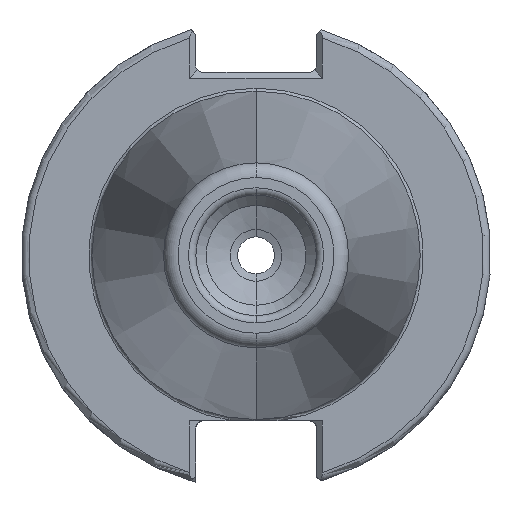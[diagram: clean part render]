
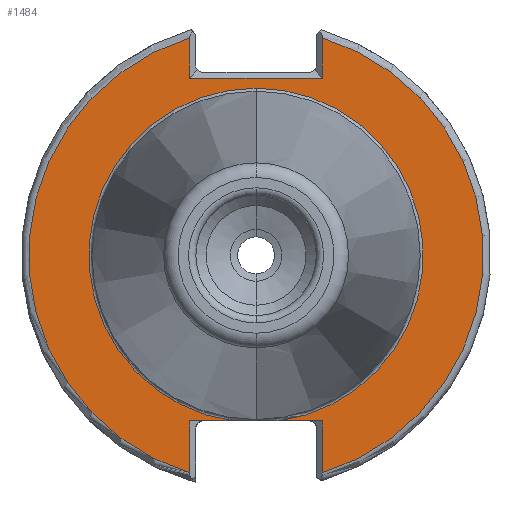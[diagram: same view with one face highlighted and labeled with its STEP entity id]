
A CAD part, left-side view. The second image highlights one B-rep face of the part: STEP entity #1484.
In plain terms, the highlighted planar face has unit normal (-1, 0, 0).
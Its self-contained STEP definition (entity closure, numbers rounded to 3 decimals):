
#18 = LINE ( 'NONE', #460, #1111 ) ;
#43 = CARTESIAN_POINT ( 'NONE',  ( -76.82, -8.99, 0. ) ) ;
#61 = CARTESIAN_POINT ( 'NONE',  ( -76.82, 0., 0. ) ) ;
#104 = EDGE_CURVE ( 'NONE', #3809, #3716, #707, .T. ) ;
#164 = LINE ( 'NONE', #297, #3411 ) ;
#173 = AXIS2_PLACEMENT_3D ( 'NONE', #5269, #2805, #380 ) ;
#249 = DIRECTION ( 'NONE',  ( 0., 0., 1. ) ) ;
#277 = VERTEX_POINT ( 'NONE', #3883 ) ;
#297 = CARTESIAN_POINT ( 'NONE',  ( -76.82, -8.99, 24.8 ) ) ;
#307 = EDGE_CURVE ( 'NONE', #2811, #4540, #4286, .T. ) ;
#380 = DIRECTION ( 'NONE',  ( 0., 0., -1. ) ) ;
#413 = ORIENTED_EDGE ( 'NONE', *, *, #104, .T. ) ;
#432 = CARTESIAN_POINT ( 'NONE',  ( -76.82, 0., 0. ) ) ;
#460 = CARTESIAN_POINT ( 'NONE',  ( -76.82, 0., 24. ) ) ;
#478 = DIRECTION ( 'NONE',  ( 0., 0., 1. ) ) ;
#483 = EDGE_CURVE ( 'NONE', #4540, #3809, #4471, .T. ) ;
#610 = LINE ( 'NONE', #43, #2641 ) ;
#664 = CARTESIAN_POINT ( 'NONE',  ( -76.82, 8.99, 30.701 ) ) ;
#707 = LINE ( 'NONE', #1637, #2734 ) ;
#806 = ORIENTED_EDGE ( 'NONE', *, *, #5285, .T. ) ;
#849 = DIRECTION ( 'NONE',  ( 0., 0., 1. ) ) ;
#881 = EDGE_LOOP ( 'NONE', ( #2897, #1871, #413, #3473, #3424, #5038, #2869, #1012, #3648, #1923, #806 ) ) ;
#917 = AXIS2_PLACEMENT_3D ( 'NONE', #432, #3270, #849 ) ;
#1012 = ORIENTED_EDGE ( 'NONE', *, *, #4226, .T. ) ;
#1111 = VECTOR ( 'NONE', #1287, 1000. ) ;
#1136 = DIRECTION ( 'NONE',  ( 0., 0., -1. ) ) ;
#1144 = EDGE_CURVE ( 'NONE', #3716, #2189, #4344, .T. ) ;
#1213 = VECTOR ( 'NONE', #4183, 1000. ) ;
#1224 = DIRECTION ( 'NONE',  ( 0., 0., -1. ) ) ;
#1244 = CIRCLE ( 'NONE', #917, 22.625 ) ;
#1287 = DIRECTION ( 'NONE',  ( 0., 1., 0. ) ) ;
#1335 = CARTESIAN_POINT ( 'NONE',  ( -76.82, -8.19, -22.41 ) ) ;
#1484 = ADVANCED_FACE ( 'NONE', ( #5097 ), #5293, .F. ) ;
#1637 = CARTESIAN_POINT ( 'NONE',  ( -76.82, 8.99, 0. ) ) ;
#1647 = CIRCLE ( 'NONE', #1916, 22.625 ) ;
#1754 = CARTESIAN_POINT ( 'NONE',  ( -76.82, -8.99, 29.433 ) ) ;
#1871 = ORIENTED_EDGE ( 'NONE', *, *, #483, .T. ) ;
#1889 = CARTESIAN_POINT ( 'NONE',  ( -76.82, -3.112, -22.41 ) ) ;
#1916 = AXIS2_PLACEMENT_3D ( 'NONE', #61, #2908, #478 ) ;
#1923 = ORIENTED_EDGE ( 'NONE', *, *, #4009, .T. ) ;
#2022 = CARTESIAN_POINT ( 'NONE',  ( -76.82, -8.99, -22.41 ) ) ;
#2023 = CARTESIAN_POINT ( 'NONE',  ( -76.82, 0., 0. ) ) ;
#2048 = DIRECTION ( 'NONE',  ( -1., 0., 0. ) ) ;
#2189 = VERTEX_POINT ( 'NONE', #4585 ) ;
#2409 = CARTESIAN_POINT ( 'NONE',  ( -76.82, 8.99, 24. ) ) ;
#2477 = DIRECTION ( 'NONE',  ( 0., 0., -1. ) ) ;
#2481 = EDGE_CURVE ( 'NONE', #5089, #2189, #1647, .T. ) ;
#2641 = VECTOR ( 'NONE', #2477, 1000. ) ;
#2667 = AXIS2_PLACEMENT_3D ( 'NONE', #4489, #2048, #4898 ) ;
#2732 = CARTESIAN_POINT ( 'NONE',  ( -76.82, 0., 22.625 ) ) ;
#2734 = VECTOR ( 'NONE', #4931, 1000. ) ;
#2805 = DIRECTION ( 'NONE',  ( -1., 0., 0. ) ) ;
#2811 = VERTEX_POINT ( 'NONE', #2409 ) ;
#2869 = ORIENTED_EDGE ( 'NONE', *, *, #3773, .T. ) ;
#2897 = ORIENTED_EDGE ( 'NONE', *, *, #307, .T. ) ;
#2908 = DIRECTION ( 'NONE',  ( -1., 0., 0. ) ) ;
#2919 = VERTEX_POINT ( 'NONE', #4536 ) ;
#3013 = VERTEX_POINT ( 'NONE', #1754 ) ;
#3270 = DIRECTION ( 'NONE',  ( -1., 0., 0. ) ) ;
#3323 = CARTESIAN_POINT ( 'NONE',  ( -76.82, -8.19, -22.41 ) ) ;
#3411 = VECTOR ( 'NONE', #1136, 1000. ) ;
#3415 = AXIS2_PLACEMENT_3D ( 'NONE', #2023, #3656, #1224 ) ;
#3424 = ORIENTED_EDGE ( 'NONE', *, *, #2481, .F. ) ;
#3473 = ORIENTED_EDGE ( 'NONE', *, *, #1144, .T. ) ;
#3548 = CARTESIAN_POINT ( 'NONE',  ( -76.82, 8.99, 29.433 ) ) ;
#3648 = ORIENTED_EDGE ( 'NONE', *, *, #4122, .T. ) ;
#3656 = DIRECTION ( 'NONE',  ( 1., 0., 0. ) ) ;
#3705 = CARTESIAN_POINT ( 'NONE',  ( -76.82, 8.99, -22.41 ) ) ;
#3716 = VERTEX_POINT ( 'NONE', #3705 ) ;
#3722 = DIRECTION ( 'NONE',  ( 0., -1., 0. ) ) ;
#3773 = EDGE_CURVE ( 'NONE', #4482, #4682, #5142, .T. ) ;
#3809 = VERTEX_POINT ( 'NONE', #4976 ) ;
#3883 = CARTESIAN_POINT ( 'NONE',  ( -76.82, -8.99, 24. ) ) ;
#3985 = CIRCLE ( 'NONE', #2667, 30.775 ) ;
#4009 = EDGE_CURVE ( 'NONE', #3013, #277, #164, .T. ) ;
#4122 = EDGE_CURVE ( 'NONE', #2919, #3013, #3985, .T. ) ;
#4153 = VECTOR ( 'NONE', #249, 1000. ) ;
#4183 = DIRECTION ( 'NONE',  ( 0., -1., 0. ) ) ;
#4226 = EDGE_CURVE ( 'NONE', #4682, #2919, #610, .T. ) ;
#4286 = LINE ( 'NONE', #664, #4153 ) ;
#4344 = LINE ( 'NONE', #1335, #1213 ) ;
#4471 = CIRCLE ( 'NONE', #173, 30.775 ) ;
#4482 = VERTEX_POINT ( 'NONE', #1889 ) ;
#4489 = CARTESIAN_POINT ( 'NONE',  ( -76.82, 0., 0. ) ) ;
#4536 = CARTESIAN_POINT ( 'NONE',  ( -76.82, -8.99, -29.433 ) ) ;
#4540 = VERTEX_POINT ( 'NONE', #3548 ) ;
#4585 = CARTESIAN_POINT ( 'NONE',  ( -76.82, 3.112, -22.41 ) ) ;
#4682 = VERTEX_POINT ( 'NONE', #2022 ) ;
#4898 = DIRECTION ( 'NONE',  ( 0., 0., -1. ) ) ;
#4931 = DIRECTION ( 'NONE',  ( 0., 0., 1. ) ) ;
#4976 = CARTESIAN_POINT ( 'NONE',  ( -76.82, 8.99, -29.433 ) ) ;
#5016 = VECTOR ( 'NONE', #3722, 1000. ) ;
#5038 = ORIENTED_EDGE ( 'NONE', *, *, #5216, .F. ) ;
#5089 = VERTEX_POINT ( 'NONE', #2732 ) ;
#5097 = FACE_OUTER_BOUND ( 'NONE', #881, .T. ) ;
#5142 = LINE ( 'NONE', #3323, #5016 ) ;
#5216 = EDGE_CURVE ( 'NONE', #4482, #5089, #1244, .T. ) ;
#5269 = CARTESIAN_POINT ( 'NONE',  ( -76.82, 0., 0. ) ) ;
#5285 = EDGE_CURVE ( 'NONE', #277, #2811, #18, .T. ) ;
#5293 = PLANE ( 'NONE',  #3415 ) ;
